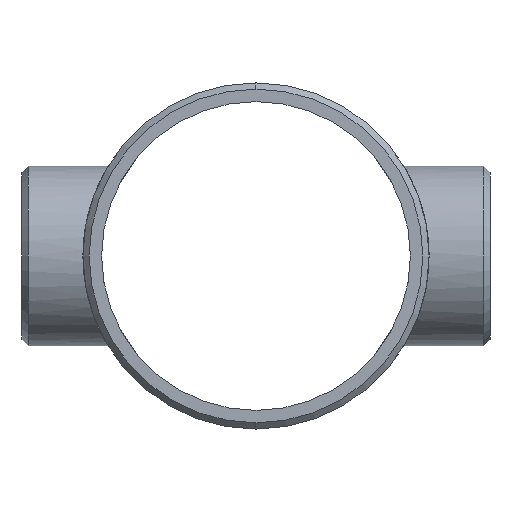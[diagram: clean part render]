
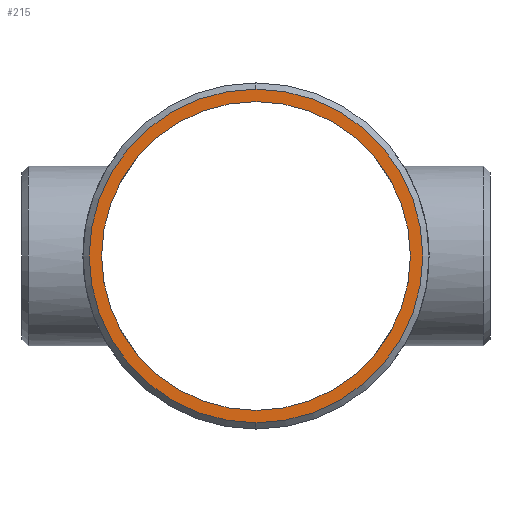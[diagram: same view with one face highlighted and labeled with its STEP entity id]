
A CAD part, left-side view. The second image highlights one B-rep face of the part: STEP entity #215.
In plain terms, the highlighted planar face has unit normal (-1, 0, 0).
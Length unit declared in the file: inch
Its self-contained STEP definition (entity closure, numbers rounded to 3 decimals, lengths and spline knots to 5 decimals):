
#12 = EDGE_CURVE ( 'NONE', #276, #669, #752, .T. ) ;
#18 = DIRECTION ( 'NONE',  ( -1., 0., 0. ) ) ;
#19 = VERTEX_POINT ( 'NONE', #1185 ) ;
#23 = FACE_BOUND ( 'NONE', #357, .T. ) ;
#29 = FACE_OUTER_BOUND ( 'NONE', #81, .T. ) ;
#39 = CARTESIAN_POINT ( 'NONE',  ( -10., 0., 0. ) ) ;
#67 = CARTESIAN_POINT ( 'NONE',  ( -10., 0., 6.14567 ) ) ;
#81 = EDGE_LOOP ( 'NONE', ( #1090, #790 ) ) ;
#87 = CIRCLE ( 'NONE', #202, 5.687 ) ;
#153 = CIRCLE ( 'NONE', #931, 6.14567 ) ;
#176 = AXIS2_PLACEMENT_3D ( 'NONE', #714, #611, #1293 ) ;
#202 = AXIS2_PLACEMENT_3D ( 'NONE', #39, #588, #788 ) ;
#215 = ADVANCED_FACE ( 'NONE', ( #29, #23 ), #1075, .T. ) ;
#229 = CARTESIAN_POINT ( 'NONE',  ( -10., 0., 0. ) ) ;
#276 = VERTEX_POINT ( 'NONE', #747 ) ;
#289 = CIRCLE ( 'NONE', #176, 6.14567 ) ;
#346 = DIRECTION ( 'NONE',  ( 0., 0., 1. ) ) ;
#351 = ORIENTED_EDGE ( 'NONE', *, *, #12, .T. ) ;
#357 = EDGE_LOOP ( 'NONE', ( #351, #1173 ) ) ;
#453 = DIRECTION ( 'NONE',  ( 1., 0., 0. ) ) ;
#520 = EDGE_CURVE ( 'NONE', #669, #276, #87, .T. ) ;
#533 = AXIS2_PLACEMENT_3D ( 'NONE', #1291, #453, #346 ) ;
#588 = DIRECTION ( 'NONE',  ( 1., 0., 0. ) ) ;
#611 = DIRECTION ( 'NONE',  ( -1., 0., 0. ) ) ;
#669 = VERTEX_POINT ( 'NONE', #1079 ) ;
#701 = DIRECTION ( 'NONE',  ( 0., 0., 1. ) ) ;
#714 = CARTESIAN_POINT ( 'NONE',  ( -10., 0., 0. ) ) ;
#718 = DIRECTION ( 'NONE',  ( -1., 0., 0. ) ) ;
#747 = CARTESIAN_POINT ( 'NONE',  ( -10., 0., 5.687 ) ) ;
#752 = CIRCLE ( 'NONE', #533, 5.687 ) ;
#788 = DIRECTION ( 'NONE',  ( 0., 0., 1. ) ) ;
#790 = ORIENTED_EDGE ( 'NONE', *, *, #853, .T. ) ;
#853 = EDGE_CURVE ( 'NONE', #1339, #19, #289, .T. ) ;
#931 = AXIS2_PLACEMENT_3D ( 'NONE', #1240, #718, #701 ) ;
#1064 = AXIS2_PLACEMENT_3D ( 'NONE', #229, #18, #1177 ) ;
#1075 = PLANE ( 'NONE',  #1064 ) ;
#1079 = CARTESIAN_POINT ( 'NONE',  ( -10., 0., -5.687 ) ) ;
#1090 = ORIENTED_EDGE ( 'NONE', *, *, #1096, .T. ) ;
#1096 = EDGE_CURVE ( 'NONE', #19, #1339, #153, .T. ) ;
#1173 = ORIENTED_EDGE ( 'NONE', *, *, #520, .T. ) ;
#1177 = DIRECTION ( 'NONE',  ( 0., 0., -1. ) ) ;
#1185 = CARTESIAN_POINT ( 'NONE',  ( -10., 0., -6.14567 ) ) ;
#1240 = CARTESIAN_POINT ( 'NONE',  ( -10., 0., 0. ) ) ;
#1291 = CARTESIAN_POINT ( 'NONE',  ( -10., 0., 0. ) ) ;
#1293 = DIRECTION ( 'NONE',  ( 0., 0., 1. ) ) ;
#1339 = VERTEX_POINT ( 'NONE', #67 ) ;
